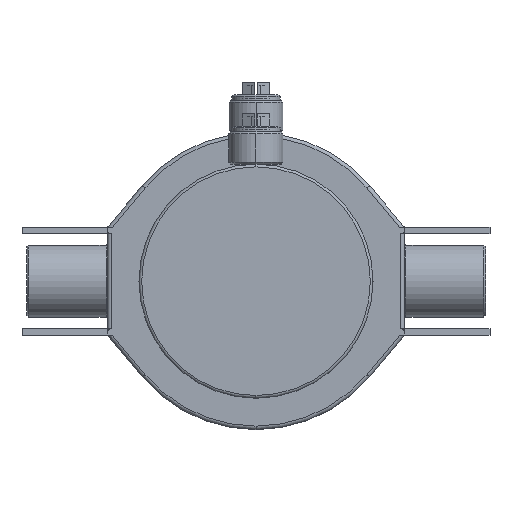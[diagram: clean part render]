
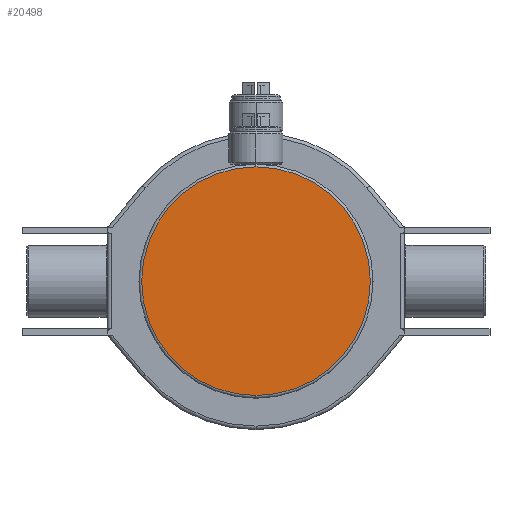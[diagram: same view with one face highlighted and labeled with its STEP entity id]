
A CAD part, left-side view. The second image highlights one B-rep face of the part: STEP entity #20498.
In plain terms, the highlighted planar face has unit normal (-1, 0, 0).
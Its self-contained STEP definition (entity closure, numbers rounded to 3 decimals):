
#106 = CIRCLE ( 'NONE', #17288, 63.5 ) ;
#300 = EDGE_CURVE ( 'NONE', #5731, #22367, #5709, .T. ) ;
#2507 = ORIENTED_EDGE ( 'NONE', *, *, #300, .T. ) ;
#4941 = CARTESIAN_POINT ( 'NONE',  ( -33., 0., 0. ) ) ;
#5709 = CIRCLE ( 'NONE', #20089, 63.5 ) ;
#5731 = VERTEX_POINT ( 'NONE', #15983 ) ;
#6013 = CARTESIAN_POINT ( 'NONE',  ( -33., 0., 0. ) ) ;
#6387 = DIRECTION ( 'NONE',  ( -1., 0., 0. ) ) ;
#6632 = EDGE_LOOP ( 'NONE', ( #12058, #2507 ) ) ;
#7272 = CARTESIAN_POINT ( 'NONE',  ( -33., 0., 63.5 ) ) ;
#8786 = CARTESIAN_POINT ( 'NONE',  ( -33., 0., 63.5 ) ) ;
#9024 = EDGE_CURVE ( 'NONE', #22367, #5731, #106, .T. ) ;
#12058 = ORIENTED_EDGE ( 'NONE', *, *, #9024, .T. ) ;
#12579 = AXIS2_PLACEMENT_3D ( 'NONE', #7272, #23194, #15330 ) ;
#13427 = DIRECTION ( 'NONE',  ( -1., 0., 0. ) ) ;
#13812 = DIRECTION ( 'NONE',  ( 0., 0., 1. ) ) ;
#14174 = DIRECTION ( 'NONE',  ( 0., 0., 1. ) ) ;
#15330 = DIRECTION ( 'NONE',  ( 0., 0., 1. ) ) ;
#15983 = CARTESIAN_POINT ( 'NONE',  ( -33., 0., -63.5 ) ) ;
#17288 = AXIS2_PLACEMENT_3D ( 'NONE', #4941, #6387, #14174 ) ;
#20089 = AXIS2_PLACEMENT_3D ( 'NONE', #6013, #13427, #13812 ) ;
#20498 = ADVANCED_FACE ( 'NONE', ( #21030 ), #25123, .T. ) ;
#21030 = FACE_OUTER_BOUND ( 'NONE', #6632, .T. ) ;
#22367 = VERTEX_POINT ( 'NONE', #8786 ) ;
#23194 = DIRECTION ( 'NONE',  ( -1., 0., 0. ) ) ;
#25123 = PLANE ( 'NONE',  #12579 ) ;
